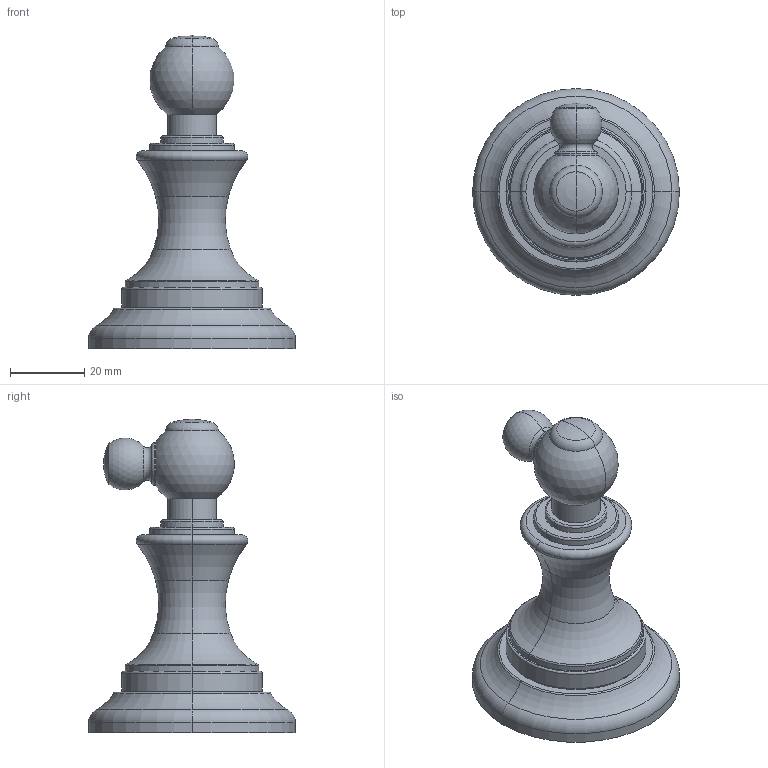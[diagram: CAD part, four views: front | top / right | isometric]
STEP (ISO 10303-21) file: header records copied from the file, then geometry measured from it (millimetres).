
FILE_DESCRIPTION((''),'2;1');
FILE_NAME('35-12','2021-10-28T10:05:45',('jinson.thomas'),(''),'CREO PARAMETRIC BY PTC INC, 2018400','CREO PARAMETRIC BY PTC INC, 2018400','');
FILE_SCHEMA(('CONFIG_CONTROL_DESIGN'));
Length unit declared in the file: inch
Products named in the file (1): 35-12
Bounding box: 55.88 x 55.88 x 84.63 mm (x, y, z)
Volume: 55452.8 mm3; surface area: 11864.3 mm2
Topology: 1 solids, 1 shells, 64 faces, 133 edges, 74 vertices
Faces by surface type: torus 30, cylinder 16, sphere 10, plane 8
Entity records: 1738 total; most frequent: DIRECTION 370, CARTESIAN_POINT 267, ORIENTED_EDGE 258, AXIS2_PLACEMENT_3D 177, EDGE_CURVE 129, CIRCLE 113, VERTEX_POINT 74, EDGE_LOOP 71
